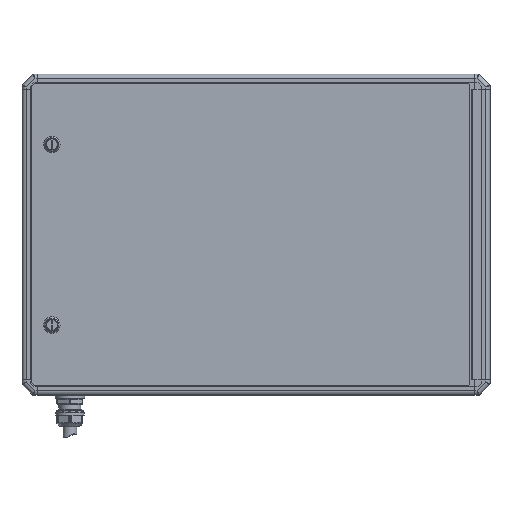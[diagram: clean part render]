
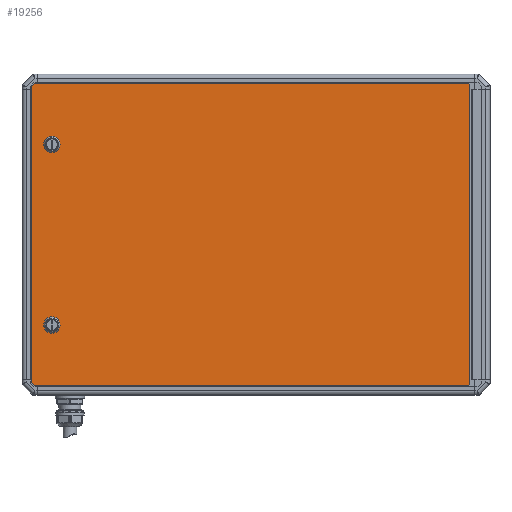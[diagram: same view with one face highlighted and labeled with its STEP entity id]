
A CAD part, top view. The second image highlights one B-rep face of the part: STEP entity #19256.
In plain terms, the highlighted planar face has unit normal (0, 0, 1).
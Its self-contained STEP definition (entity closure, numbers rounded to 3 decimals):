
#110 = AXIS2_PLACEMENT_3D ( 'NONE', #42281, #4299, #34078 ) ;
#524 = EDGE_CURVE ( 'NONE', #41499, #7361, #16717, .T. ) ;
#739 = DIRECTION ( 'NONE',  ( 0., 1., 0. ) ) ;
#1414 = EDGE_LOOP ( 'NONE', ( #32571, #18115, #23247, #11346, #44262, #11854, #15241, #14599 ) ) ;
#1583 = CARTESIAN_POINT ( 'NONE',  ( -182.5, 83., 2. ) ) ;
#1633 = CARTESIAN_POINT ( 'NONE',  ( 201.5, 139., 2. ) ) ;
#1817 = CARTESIAN_POINT ( 'NONE',  ( 200.5, -139., 2. ) ) ;
#2472 = DIRECTION ( 'NONE',  ( 1., 0., 0. ) ) ;
#2717 = CARTESIAN_POINT ( 'NONE',  ( -182.5, 75.5, 2. ) ) ;
#2943 = LINE ( 'NONE', #18072, #43146 ) ;
#3517 = VECTOR ( 'NONE', #31907, 1000. ) ;
#3726 = VECTOR ( 'NONE', #41174, 1000. ) ;
#3827 = ORIENTED_EDGE ( 'NONE', *, *, #31876, .F. ) ;
#3970 = CARTESIAN_POINT ( 'NONE',  ( -200., -137.5, 2. ) ) ;
#4299 = DIRECTION ( 'NONE',  ( 0., 0., 1. ) ) ;
#5706 = DIRECTION ( 'NONE',  ( 0., 0., 1. ) ) ;
#6157 = CARTESIAN_POINT ( 'NONE',  ( 201.5, 138., 2. ) ) ;
#6711 = CARTESIAN_POINT ( 'NONE',  ( -182.5, -83., 2. ) ) ;
#7282 = CARTESIAN_POINT ( 'NONE',  ( -201.5, -136., 2. ) ) ;
#7361 = VERTEX_POINT ( 'NONE', #18980 ) ;
#8135 = CARTESIAN_POINT ( 'NONE',  ( -201.5, 136., 2. ) ) ;
#8542 = DIRECTION ( 'NONE',  ( 0., 1., 0. ) ) ;
#8815 = EDGE_CURVE ( 'NONE', #30904, #21666, #18695, .T. ) ;
#9435 = FACE_BOUND ( 'NONE', #36182, .T. ) ;
#9683 = CARTESIAN_POINT ( 'NONE',  ( -201.5, -139., 2. ) ) ;
#11346 = ORIENTED_EDGE ( 'NONE', *, *, #21116, .T. ) ;
#11854 = ORIENTED_EDGE ( 'NONE', *, *, #8815, .T. ) ;
#11909 = VERTEX_POINT ( 'NONE', #7282 ) ;
#12197 = VERTEX_POINT ( 'NONE', #1817 ) ;
#13499 = VECTOR ( 'NONE', #30604, 1000. ) ;
#14162 = AXIS2_PLACEMENT_3D ( 'NONE', #30763, #34734, #739 ) ;
#14431 = AXIS2_PLACEMENT_3D ( 'NONE', #1583, #23164, #8542 ) ;
#14537 = EDGE_CURVE ( 'NONE', #31008, #48475, #2943, .T. ) ;
#14599 = ORIENTED_EDGE ( 'NONE', *, *, #14537, .T. ) ;
#15241 = ORIENTED_EDGE ( 'NONE', *, *, #47664, .T. ) ;
#15673 = VECTOR ( 'NONE', #40787, 1000. ) ;
#16462 = VERTEX_POINT ( 'NONE', #2717 ) ;
#16717 = CIRCLE ( 'NONE', #110, 7.5 ) ;
#17112 = EDGE_CURVE ( 'NONE', #18037, #30904, #28672, .T. ) ;
#17352 = FACE_BOUND ( 'NONE', #34660, .T. ) ;
#17850 = VERTEX_POINT ( 'NONE', #48246 ) ;
#18037 = VERTEX_POINT ( 'NONE', #31559 ) ;
#18072 = CARTESIAN_POINT ( 'NONE',  ( -339., -1.5, 2. ) ) ;
#18115 = ORIENTED_EDGE ( 'NONE', *, *, #24435, .T. ) ;
#18328 = AXIS2_PLACEMENT_3D ( 'NONE', #6711, #37728, #36740 ) ;
#18455 = ORIENTED_EDGE ( 'NONE', *, *, #21547, .F. ) ;
#18695 = LINE ( 'NONE', #44300, #24650 ) ;
#18980 = CARTESIAN_POINT ( 'NONE',  ( -182.5, -90.5, 2. ) ) ;
#19256 = ADVANCED_FACE ( 'NONE', ( #9435, #36449, #17352 ), #21289, .T. ) ;
#20769 = VERTEX_POINT ( 'NONE', #42188 ) ;
#21116 = EDGE_CURVE ( 'NONE', #12197, #18037, #40895, .T. ) ;
#21289 = PLANE ( 'NONE',  #33750 ) ;
#21547 = EDGE_CURVE ( 'NONE', #16462, #17850, #35832, .T. ) ;
#21666 = VERTEX_POINT ( 'NONE', #23408 ) ;
#23164 = DIRECTION ( 'NONE',  ( 0., 0., 1. ) ) ;
#23247 = ORIENTED_EDGE ( 'NONE', *, *, #34364, .T. ) ;
#23299 = DIRECTION ( 'NONE',  ( 0.707, -0.707, 0. ) ) ;
#23408 = CARTESIAN_POINT ( 'NONE',  ( 200.5, 139., 2. ) ) ;
#24435 = EDGE_CURVE ( 'NONE', #11909, #20769, #31001, .T. ) ;
#24650 = VECTOR ( 'NONE', #45026, 1000. ) ;
#24768 = CARTESIAN_POINT ( 'NONE',  ( -198.5, 139., 2. ) ) ;
#25520 = CARTESIAN_POINT ( 'NONE',  ( -182.5, -75.5, 2. ) ) ;
#25617 = CARTESIAN_POINT ( 'NONE',  ( -201.5, 139., 2. ) ) ;
#26386 = LINE ( 'NONE', #30841, #13499 ) ;
#27871 = CIRCLE ( 'NONE', #18328, 7.5 ) ;
#28672 = LINE ( 'NONE', #1633, #3517 ) ;
#29251 = CARTESIAN_POINT ( 'NONE',  ( -201.5, 139., 2. ) ) ;
#29601 = LINE ( 'NONE', #25617, #15673 ) ;
#29946 = EDGE_CURVE ( 'NONE', #48475, #11909, #40932, .T. ) ;
#30604 = DIRECTION ( 'NONE',  ( 1., 0., 0. ) ) ;
#30763 = CARTESIAN_POINT ( 'NONE',  ( -182.5, 83., 2. ) ) ;
#30841 = CARTESIAN_POINT ( 'NONE',  ( -201.5, -139., 2. ) ) ;
#30904 = VERTEX_POINT ( 'NONE', #6157 ) ;
#31001 = LINE ( 'NONE', #3970, #35973 ) ;
#31008 = VERTEX_POINT ( 'NONE', #24768 ) ;
#31559 = CARTESIAN_POINT ( 'NONE',  ( 201.5, -138., 2. ) ) ;
#31876 = EDGE_CURVE ( 'NONE', #17850, #16462, #37949, .T. ) ;
#31907 = DIRECTION ( 'NONE',  ( 0., 1., 0. ) ) ;
#32571 = ORIENTED_EDGE ( 'NONE', *, *, #29946, .T. ) ;
#33750 = AXIS2_PLACEMENT_3D ( 'NONE', #9683, #5706, #2472 ) ;
#34078 = DIRECTION ( 'NONE',  ( 0., 1., 0. ) ) ;
#34339 = ORIENTED_EDGE ( 'NONE', *, *, #36303, .F. ) ;
#34364 = EDGE_CURVE ( 'NONE', #20769, #12197, #26386, .T. ) ;
#34660 = EDGE_LOOP ( 'NONE', ( #37072, #34339 ) ) ;
#34734 = DIRECTION ( 'NONE',  ( 0., 0., 1. ) ) ;
#35832 = CIRCLE ( 'NONE', #14431, 7.5 ) ;
#35909 = VECTOR ( 'NONE', #37903, 1000. ) ;
#35973 = VECTOR ( 'NONE', #23299, 1000. ) ;
#36182 = EDGE_LOOP ( 'NONE', ( #3827, #18455 ) ) ;
#36303 = EDGE_CURVE ( 'NONE', #7361, #41499, #27871, .T. ) ;
#36449 = FACE_OUTER_BOUND ( 'NONE', #1414, .T. ) ;
#36740 = DIRECTION ( 'NONE',  ( 0., 1., 0. ) ) ;
#37072 = ORIENTED_EDGE ( 'NONE', *, *, #524, .F. ) ;
#37424 = DIRECTION ( 'NONE',  ( -0.707, -0.707, 0. ) ) ;
#37728 = DIRECTION ( 'NONE',  ( 0., 0., 1. ) ) ;
#37903 = DIRECTION ( 'NONE',  ( 0.707, 0.707, 0. ) ) ;
#37949 = CIRCLE ( 'NONE', #14162, 7.5 ) ;
#40787 = DIRECTION ( 'NONE',  ( -1., 0., 0. ) ) ;
#40895 = LINE ( 'NONE', #48600, #35909 ) ;
#40932 = LINE ( 'NONE', #29251, #3726 ) ;
#41174 = DIRECTION ( 'NONE',  ( 0., -1., 0. ) ) ;
#41499 = VERTEX_POINT ( 'NONE', #25520 ) ;
#42188 = CARTESIAN_POINT ( 'NONE',  ( -198.5, -139., 2. ) ) ;
#42281 = CARTESIAN_POINT ( 'NONE',  ( -182.5, -83., 2. ) ) ;
#43146 = VECTOR ( 'NONE', #37424, 1000. ) ;
#44262 = ORIENTED_EDGE ( 'NONE', *, *, #17112, .T. ) ;
#44300 = CARTESIAN_POINT ( 'NONE',  ( 138.5, 201., 2. ) ) ;
#45026 = DIRECTION ( 'NONE',  ( -0.707, 0.707, 0. ) ) ;
#47664 = EDGE_CURVE ( 'NONE', #21666, #31008, #29601, .T. ) ;
#48246 = CARTESIAN_POINT ( 'NONE',  ( -182.5, 90.5, 2. ) ) ;
#48475 = VERTEX_POINT ( 'NONE', #8135 ) ;
#48600 = CARTESIAN_POINT ( 'NONE',  ( -0.5, -340., 2. ) ) ;
